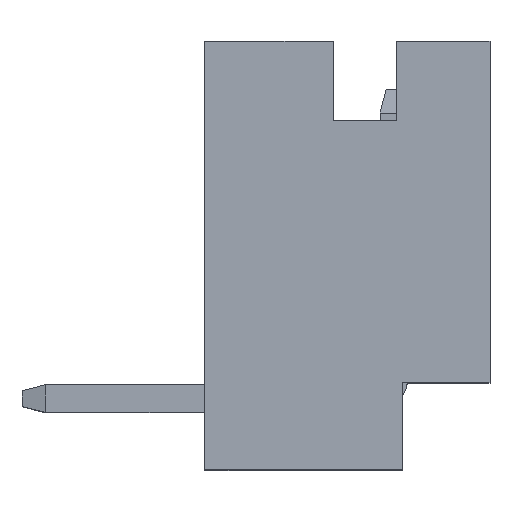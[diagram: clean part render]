
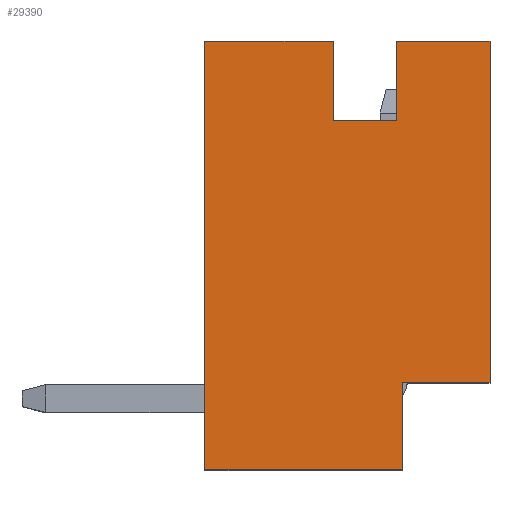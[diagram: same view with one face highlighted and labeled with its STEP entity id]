
A CAD part, top view. The second image highlights one B-rep face of the part: STEP entity #29390.
In plain terms, the highlighted planar face has unit normal (0, 0, 1).
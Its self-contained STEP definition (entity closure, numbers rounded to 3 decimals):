
#6660=CARTESIAN_POINT('',(1.183,0.,1.45));
#6670=DIRECTION('',(0.,1.,0.));
#6680=VECTOR('',#6670,1.);
#6690=LINE('',#6660,#6680);
#6700=CARTESIAN_POINT('',(1.183,-1.53,1.45));
#6710=VERTEX_POINT('',#6700);
#6720=CARTESIAN_POINT('',(1.183,2.77,1.45));
#6730=VERTEX_POINT('',#6720);
#6740=EDGE_CURVE('',#6710,#6730,#6690,.T.);
#15540=CARTESIAN_POINT('',(0.083,-1.53,1.45));
#15550=VERTEX_POINT('',#15540);
#15580=CARTESIAN_POINT('',(0.,-1.53,1.45));
#15590=DIRECTION('',(1.,0.,0.));
#15600=VECTOR('',#15590,1.);
#15610=LINE('',#15580,#15600);
#15620=EDGE_CURVE('',#15550,#6710,#15610,.T.);
#20370=CARTESIAN_POINT('',(-0.792,2.77,1.45));
#20380=VERTEX_POINT('',#20370);
#20410=CARTESIAN_POINT('',(0.,2.77,1.45));
#20420=DIRECTION('',(1.,0.,0.));
#20430=VECTOR('',#20420,1.);
#20440=LINE('',#20410,#20430);
#20450=CARTESIAN_POINT('',(-2.417,2.77,1.45));
#20460=VERTEX_POINT('',#20450);
#20470=EDGE_CURVE('',#20460,#20380,#20440,.T.);
#20760=CARTESIAN_POINT('',(-0.792,1.77,1.45));
#20770=VERTEX_POINT('',#20760);
#20800=CARTESIAN_POINT('',(-0.792,2.77,1.45));
#20810=DIRECTION('',(0.,-1.,0.));
#20820=VECTOR('',#20810,1.);
#20830=LINE('',#20800,#20820);
#20840=EDGE_CURVE('',#20380,#20770,#20830,.T.);
#22710=CARTESIAN_POINT('',(-2.417,0.,1.45));
#22720=DIRECTION('',(0.,-1.,0.));
#22730=VECTOR('',#22720,1.);
#22740=LINE('',#22710,#22730);
#22750=CARTESIAN_POINT('',(-2.417,-2.63,1.45));
#22760=VERTEX_POINT('',#22750);
#22770=EDGE_CURVE('',#20460,#22760,#22740,.T.);
#24160=CARTESIAN_POINT('',(0.008,2.77,1.45));
#24170=VERTEX_POINT('',#24160);
#24200=CARTESIAN_POINT('',(0.008,0.,
1.45));
#24210=DIRECTION('',(0.,1.,0.));
#24220=VECTOR('',#24210,1.);
#24230=LINE('',#24200,#24220);
#24240=CARTESIAN_POINT('',(0.008,1.77,1.45));
#24250=VERTEX_POINT('',#24240);
#24260=EDGE_CURVE('',#24250,#24170,#24230,.T.);
#24560=CARTESIAN_POINT('',(0.,1.77,1.45));
#24570=DIRECTION('',(1.,0.,0.));
#24580=VECTOR('',#24570,1.);
#24590=LINE('',#24560,#24580);
#24600=EDGE_CURVE('',#20770,#24250,#24590,.T.);
#28980=CARTESIAN_POINT('',(0.108,2.77,1.45));
#28990=DIRECTION('',(-1.,0.,0.));
#29000=VECTOR('',#28990,1.);
#29010=LINE('',#28980,#29000);
#29020=EDGE_CURVE('',#6730,#24170,#29010,.T.);
#29100=CARTESIAN_POINT('',(-0.318,-2.272,1.45));
#29110=DIRECTION('',(0.,0.,1.));
#29120=DIRECTION('',(1.,0.,0.));
#29130=AXIS2_PLACEMENT_3D('',#29100,#29110,#29120);
#29140=PLANE('',#29130);
#29150=ORIENTED_EDGE('',*,*,#22770,.T.);
#29160=ORIENTED_EDGE('',*,*,#20470,.F.);
#29170=ORIENTED_EDGE('',*,*,#20840,.F.);
#29180=ORIENTED_EDGE('',*,*,#24600,.F.);
#29190=ORIENTED_EDGE('',*,*,#24260,.F.);
#29200=ORIENTED_EDGE('',*,*,#29020,.T.);
#29210=ORIENTED_EDGE('',*,*,#6740,.T.);
#29220=ORIENTED_EDGE('',*,*,#15620,.T.);
#29230=CARTESIAN_POINT('',(0.083,-2.43,1.45));
#29240=DIRECTION('',(0.,-1.,0.));
#29250=VECTOR('',#29240,1.);
#29260=LINE('',#29230,#29250);
#29270=CARTESIAN_POINT('',(0.083,-2.63,1.45));
#29280=VERTEX_POINT('',#29270);
#29290=EDGE_CURVE('',#15550,#29280,#29260,.T.);
#29300=ORIENTED_EDGE('',*,*,#29290,.F.);
#29310=CARTESIAN_POINT('',(0.,-2.63,1.45));
#29320=DIRECTION('',(1.,0.,0.));
#29330=VECTOR('',#29320,1.);
#29340=LINE('',#29310,#29330);
#29350=EDGE_CURVE('',#22760,#29280,#29340,.T.);
#29360=ORIENTED_EDGE('',*,*,#29350,.T.);
#29370=EDGE_LOOP('',(#29360,#29300,#29220,#29210,#29200,#29190,#29180,
#29170,#29160,#29150));
#29380=FACE_OUTER_BOUND('',#29370,.T.);
#29390=ADVANCED_FACE('',(#29380),#29140,.T.);
